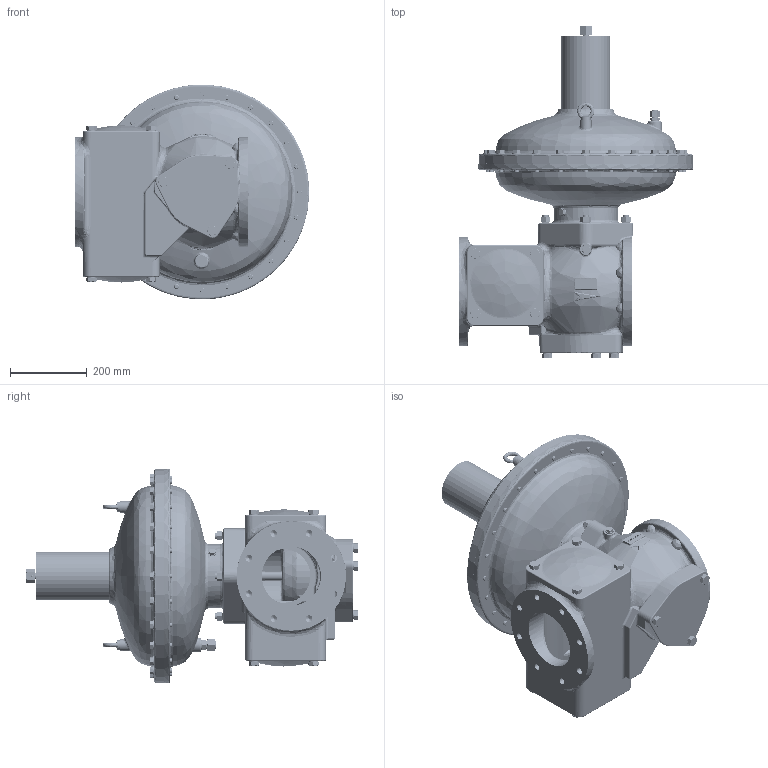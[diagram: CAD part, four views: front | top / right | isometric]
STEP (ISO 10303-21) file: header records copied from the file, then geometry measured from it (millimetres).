
FILE_DESCRIPTION (( 'STEP AP214' ), '1' );
FILE_NAME ('V_MB_HON370_150_RE3_o_SAV_-_.STEP', '2017-03-03T15:09:34', ( '' ), ( '' ), 'SwSTEP 2.0', 'SolidWorks 2015', '' );
FILE_SCHEMA (( 'AUTOMOTIVE_DESIGN' ));
Length unit declared in the file: millimetre
Products named in the file (1): V_MB_HON370_150_RE3_o_SAV_-_
Bounding box: 611 x 865.15 x 560 mm (x, y, z)
Volume: 25736941.5 mm3; surface area: 3504037.3 mm2
Topology: 119 solids, 121 shells, 3809 faces, 9055 edges, 5538 vertices
Faces by surface type: plane 1159, cylinder 1048, cone 858, bspline 744
Entity records: 174208 total; most frequent: CARTESIAN_POINT 89170, ORIENTED_EDGE 17868, DIRECTION 16814, EDGE_CURVE 8934, AXIS2_PLACEMENT_3D 6839, VERTEX_POINT 5537, EDGE_LOOP 4263, FACE_OUTER_BOUND 3809
